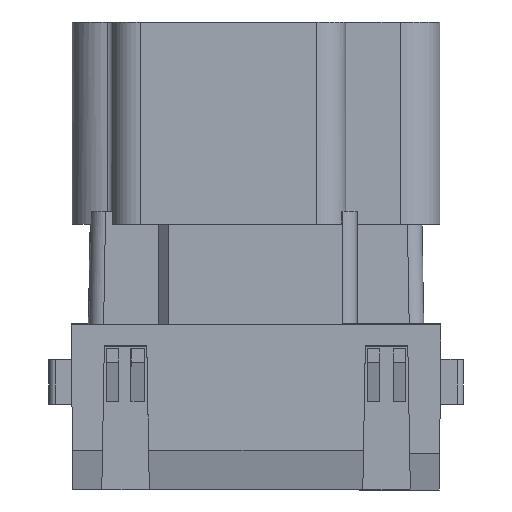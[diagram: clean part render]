
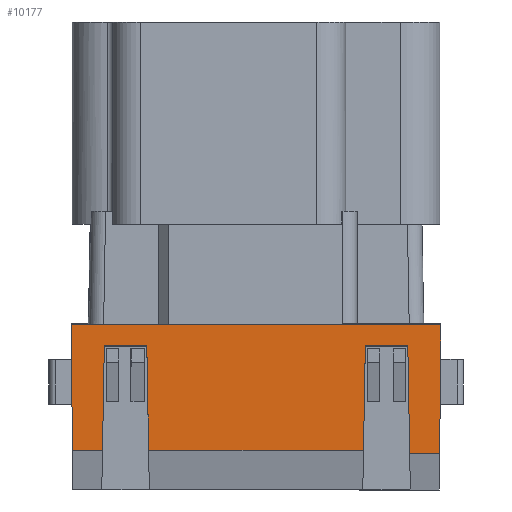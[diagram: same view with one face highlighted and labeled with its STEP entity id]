
A CAD part, left-side view. The second image highlights one B-rep face of the part: STEP entity #10177.
In plain terms, the highlighted face is planar.
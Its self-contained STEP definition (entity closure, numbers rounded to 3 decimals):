
#658=CARTESIAN_POINT('',(7.258,15.22,-8.75));
#659=VERTEX_POINT('',#658);
#666=CARTESIAN_POINT('',(7.203,15.127,-19.364));
#667=VERTEX_POINT('',#666);
#668=CARTESIAN_POINT('',(71.873,122.912,12331.529));
#669=DIRECTION('',(-0.005,-0.009,-1.));
#670=VECTOR('',#669,24690.);
#671=LINE('',#668,#670);
#672=EDGE_CURVE('',#659,#667,#671,.T.);
#928=CARTESIAN_POINT('',(7.249,9.,-10.45));
#929=VERTEX_POINT('',#928);
#930=CARTESIAN_POINT('',(7.249,12.5,-10.45));
#931=VERTEX_POINT('',#930);
#932=CARTESIAN_POINT('',(7.249,-12347.144,-10.45));
#933=DIRECTION('',(-0.,1.,-0.));
#934=VECTOR('',#933,24690.);
#935=LINE('',#932,#934);
#936=EDGE_CURVE('',#929,#931,#935,.T.);
#1750=CARTESIAN_POINT('',(7.204,-15.13,-19.073));
#1751=VERTEX_POINT('',#1750);
#1758=CARTESIAN_POINT('',(7.258,-15.22,-8.75));
#1759=VERTEX_POINT('',#1758);
#1760=CARTESIAN_POINT('',(71.873,-122.912,12331.535));
#1761=DIRECTION('',(-0.005,0.009,-1.));
#1762=VECTOR('',#1761,24690.);
#1763=LINE('',#1760,#1762);
#1764=EDGE_CURVE('',#1759,#1751,#1763,.T.);
#8517=CARTESIAN_POINT('',(7.203,12.656,-19.364));
#8518=VERTEX_POINT('',#8517);
#8519=CARTESIAN_POINT('',(7.203,-12339.055,-19.364));
#8520=DIRECTION('',(-0.,1.,-0.));
#8521=VECTOR('',#8520,24690.);
#8522=LINE('',#8519,#8521);
#8523=EDGE_CURVE('',#8518,#667,#8522,.T.);
#9783=CARTESIAN_POINT('',(7.258,12348.856,-8.75));
#9784=DIRECTION('',(0.,-1.,0.));
#9785=VECTOR('',#9784,24690.);
#9786=LINE('',#9783,#9785);
#9787=EDGE_CURVE('',#659,#1759,#9786,.T.);
#9959=CARTESIAN_POINT('',(71.883,-202.964,12333.467));
#9960=DIRECTION('',(-0.005,0.017,-1.));
#9961=VECTOR('',#9960,24690.);
#9962=LINE('',#9959,#9961);
#9963=EDGE_CURVE('',#931,#8518,#9962,.T.);
#10108=CARTESIAN_POINT('',(7.204,-12.651,-19.073));
#10109=VERTEX_POINT('',#10108);
#10116=CARTESIAN_POINT('',(7.204,12337.166,-19.073));
#10117=DIRECTION('',(0.,-1.,0.));
#10118=VECTOR('',#10117,24690.);
#10119=LINE('',#10116,#10118);
#10120=EDGE_CURVE('',#10109,#1751,#10119,.T.);
#10125=CARTESIAN_POINT('',(7.258,-1.789,-8.75));
#10126=DIRECTION('',(-1.,0.,0.005));
#10127=DIRECTION('',(0.,-1.,0.));
#10128=AXIS2_PLACEMENT_3D('',#10125,#10126,#10127);
#10129=PLANE('',#10128);
#10130=ORIENTED_EDGE('',*,*,#9787,.T.);
#10131=ORIENTED_EDGE('',*,*,#1764,.T.);
#10132=ORIENTED_EDGE('',*,*,#10120,.F.);
#10133=CARTESIAN_POINT('',(7.249,-12.5,-10.45));
#10134=VERTEX_POINT('',#10133);
#10135=CARTESIAN_POINT('',(-57.374,-227.931,-12352.474));
#10136=DIRECTION('',(0.005,0.017,1.));
#10137=VECTOR('',#10136,24690.);
#10138=LINE('',#10135,#10137);
#10139=EDGE_CURVE('',#10109,#10134,#10138,.T.);
#10140=ORIENTED_EDGE('',*,*,#10139,.T.);
#10141=CARTESIAN_POINT('',(7.249,-9.,-10.45));
#10142=VERTEX_POINT('',#10141);
#10143=CARTESIAN_POINT('',(7.249,-12347.144,-10.45));
#10144=DIRECTION('',(-0.,1.,-0.));
#10145=VECTOR('',#10144,24690.);
#10146=LINE('',#10143,#10145);
#10147=EDGE_CURVE('',#10134,#10142,#10146,.T.);
#10148=ORIENTED_EDGE('',*,*,#10147,.T.);
#10149=CARTESIAN_POINT('',(7.204,-8.849,-19.073));
#10150=VERTEX_POINT('',#10149);
#10151=CARTESIAN_POINT('',(-57.375,206.434,-12352.629));
#10152=DIRECTION('',(0.005,-0.017,1.));
#10153=VECTOR('',#10152,24690.);
#10154=LINE('',#10151,#10153);
#10155=EDGE_CURVE('',#10150,#10142,#10154,.T.);
#10156=ORIENTED_EDGE('',*,*,#10155,.F.);
#10157=CARTESIAN_POINT('',(7.204,8.849,-19.073));
#10158=VERTEX_POINT('',#10157);
#10159=CARTESIAN_POINT('',(7.204,12344.106,-19.073));
#10160=DIRECTION('',(0.,-1.,0.));
#10161=VECTOR('',#10160,24690.);
#10162=LINE('',#10159,#10161);
#10163=EDGE_CURVE('',#10158,#10150,#10162,.T.);
#10164=ORIENTED_EDGE('',*,*,#10163,.F.);
#10165=CARTESIAN_POINT('',(71.882,224.46,12333.247));
#10166=DIRECTION('',(-0.005,-0.017,-1.));
#10167=VECTOR('',#10166,24690.);
#10168=LINE('',#10165,#10167);
#10169=EDGE_CURVE('',#929,#10158,#10168,.T.);
#10170=ORIENTED_EDGE('',*,*,#10169,.F.);
#10171=ORIENTED_EDGE('',*,*,#936,.T.);
#10172=ORIENTED_EDGE('',*,*,#9963,.T.);
#10173=ORIENTED_EDGE('',*,*,#8523,.T.);
#10174=ORIENTED_EDGE('',*,*,#672,.F.);
#10175=EDGE_LOOP('',(#10130,#10131,#10132,#10140,#10148,#10156,#10164,#10170,#10171,#10172,#10173,#10174));
#10176=FACE_BOUND('',#10175,.T.);
#10177=ADVANCED_FACE('',(#10176),#10129,.F.);
